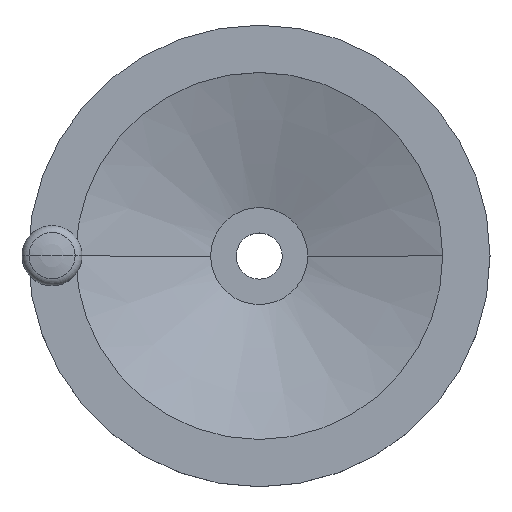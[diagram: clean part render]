
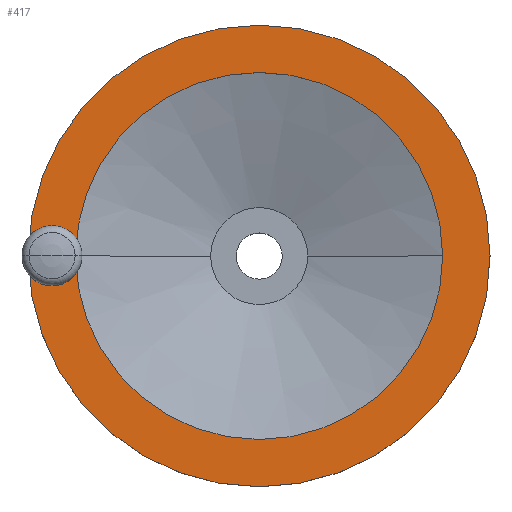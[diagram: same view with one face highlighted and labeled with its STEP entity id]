
A CAD part, top view. The second image highlights one B-rep face of the part: STEP entity #417.
In plain terms, the highlighted planar face has unit normal (0, 0, 1).
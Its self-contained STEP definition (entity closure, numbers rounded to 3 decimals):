
#175=VERTEX_POINT('',#469);
#181=EDGE_CURVE('',#237,#175,#475,.T.);
#195=EDGE_CURVE('',#309,#261,#493,.T.);
#223=EDGE_CURVE('',#175,#237,#530,.T.);
#237=VERTEX_POINT('',#547);
#261=VERTEX_POINT('',#573);
#277=EDGE_CURVE('',#333,#311,#590,.T.);
#281=EDGE_CURVE('',#261,#309,#595,.T.);
#305=EDGE_CURVE('',#311,#333,#622,.T.);
#309=VERTEX_POINT('',#626);
#311=VERTEX_POINT('',#628);
#333=VERTEX_POINT('',#652);
#417=ADVANCED_FACE('',(#746,#747,#748),#749,.T.);
#469=CARTESIAN_POINT('',(-100.0,0.,45.0));
#475=CIRCLE('',#810,100.0);
#493=CIRCLE('',#830,79.5);
#530=CIRCLE('',#874,100.0);
#547=CARTESIAN_POINT('',(100.0,0.,45.0));
#573=CARTESIAN_POINT('',(79.5,0.,45.0));
#590=CIRCLE('',#948,6.5);
#595=CIRCLE('',#954,79.5);
#622=CIRCLE('',#990,6.5);
#626=CARTESIAN_POINT('',(-79.5,0.,45.0));
#628=CARTESIAN_POINT('',(-83.25,0.,45.0));
#652=CARTESIAN_POINT('',(-96.25,0.,45.0));
#746=FACE_BOUND('',#1147,.T.);
#747=FACE_OUTER_BOUND('',#1148,.T.);
#748=FACE_BOUND('',#1149,.T.);
#749=PLANE('',#1150);
#810=AXIS2_PLACEMENT_3D('',#1197,#1198,#1199);
#830=AXIS2_PLACEMENT_3D('',#1235,#1236,#1237);
#874=AXIS2_PLACEMENT_3D('',#1304,#1305,#1306);
#948=AXIS2_PLACEMENT_3D('',#1377,#1378,#1379);
#954=AXIS2_PLACEMENT_3D('',#1388,#1389,#1390);
#990=AXIS2_PLACEMENT_3D('',#1429,#1430,#1431);
#1147=EDGE_LOOP('',(#1574,#1575));
#1148=EDGE_LOOP('',(#1576,#1577));
#1149=EDGE_LOOP('',(#1578,#1579));
#1150=AXIS2_PLACEMENT_3D('',#1580,#1581,#1582);
#1197=CARTESIAN_POINT('',(0.,0.,45.0));
#1198=DIRECTION('',(-0.0,0.0,-1.0));
#1199=DIRECTION('',(-1.0,0.,0.0));
#1235=CARTESIAN_POINT('',(0.,0.,45.0));
#1236=DIRECTION('',(-0.0,0.0,-1.0));
#1237=DIRECTION('',(-1.0,0.,0.0));
#1304=CARTESIAN_POINT('',(0.,0.,45.0));
#1305=DIRECTION('',(-0.0,0.0,-1.0));
#1306=DIRECTION('',(-1.0,0.,0.0));
#1377=CARTESIAN_POINT('',(-89.75,0.,45.0));
#1378=DIRECTION('',(-0.0,0.0,-1.0));
#1379=DIRECTION('',(-1.0,0.,0.0));
#1388=CARTESIAN_POINT('',(0.,0.,45.0));
#1389=DIRECTION('',(-0.0,0.0,-1.0));
#1390=DIRECTION('',(-1.0,0.,0.0));
#1429=CARTESIAN_POINT('',(-89.75,0.,45.0));
#1430=DIRECTION('',(-0.0,0.0,-1.0));
#1431=DIRECTION('',(-1.0,0.,0.0));
#1574=ORIENTED_EDGE('',*,*,#277,.T.);
#1575=ORIENTED_EDGE('',*,*,#305,.T.);
#1576=ORIENTED_EDGE('',*,*,#223,.F.);
#1577=ORIENTED_EDGE('',*,*,#181,.F.);
#1578=ORIENTED_EDGE('',*,*,#195,.T.);
#1579=ORIENTED_EDGE('',*,*,#281,.T.);
#1580=CARTESIAN_POINT('',(-89.75,0.,45.0));
#1581=DIRECTION('',(0.0,0.0,1.0));
#1582=DIRECTION('',(-1.0,0.,0.0));
